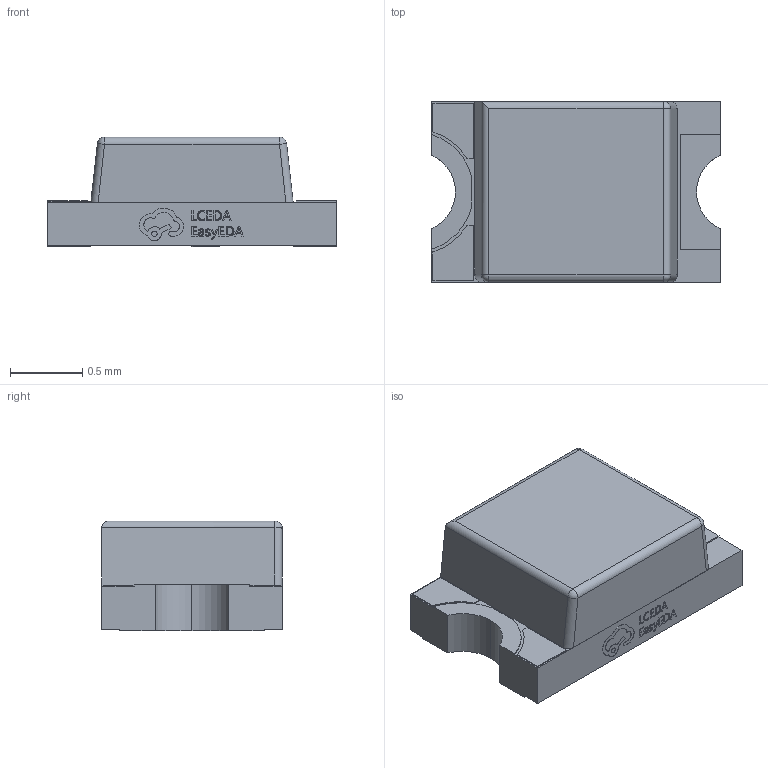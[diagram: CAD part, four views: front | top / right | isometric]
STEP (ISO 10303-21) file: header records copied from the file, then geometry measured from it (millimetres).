
FILE_DESCRIPTION (( 'STEP AP214' ), '1' );
FILE_NAME ('LED0805-RD_YELLOW.STEP', '2025-02-23T04:46:41', ( '' ), ( '' ), 'SwSTEP 2.0', 'SolidWorks 2020', '' );
FILE_SCHEMA (( 'AUTOMOTIVE_DESIGN' ));
Length unit declared in the file: millimetre
Products named in the file (1): LED0805-RD_YELLOW
Bounding box: 2 x 1.25 x 0.76 mm (x, y, z)
Volume: 1.5 mm3; surface area: 12.8 mm2
Topology: 3 solids, 3 shells, 289 faces, 777 edges, 513 vertices
Faces by surface type: plane 174, bspline 98, cylinder 14, sphere 3
Entity records: 12484 total; most frequent: CARTESIAN_POINT 2898, ORIENTED_EDGE 1548, DIRECTION 976, EDGE_CURVE 774, LINE 546, VECTOR 546, VERTEX_POINT 513, EDGE_LOOP 311
